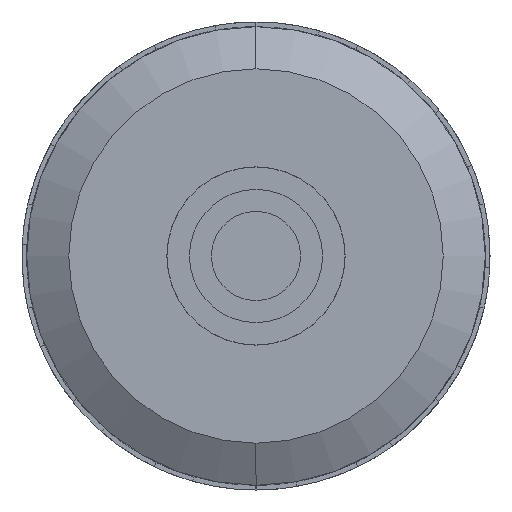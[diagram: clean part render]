
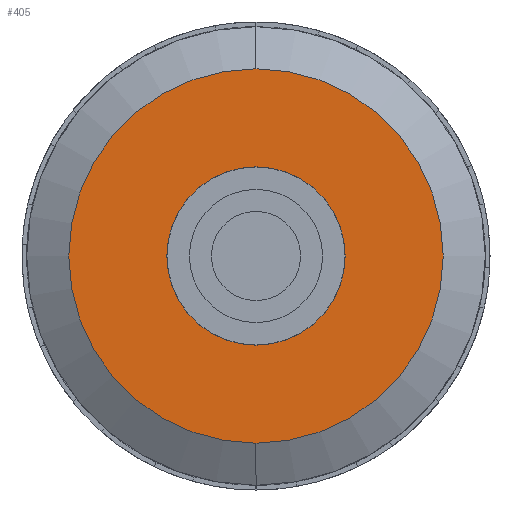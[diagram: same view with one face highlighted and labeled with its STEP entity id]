
A CAD part, left-side view. The second image highlights one B-rep face of the part: STEP entity #405.
In plain terms, the highlighted planar face has unit normal (-1, 0, 0).
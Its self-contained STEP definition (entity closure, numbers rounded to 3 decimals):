
#405=ADVANCED_FACE('',(#931,#932),#933,.T.);
#931=FACE_BOUND('',#1589,.T.);
#932=FACE_OUTER_BOUND('',#1590,.T.);
#933=PLANE('',#1591);
#1589=EDGE_LOOP('',(#2842,#2843));
#1590=EDGE_LOOP('',(#2844,#2845));
#1591=AXIS2_PLACEMENT_3D('',#2846,#2847,#2848);
#2842=ORIENTED_EDGE('',*,*,#4342,.F.);
#2843=ORIENTED_EDGE('',*,*,#4087,.F.);
#2844=ORIENTED_EDGE('',*,*,#4092,.T.);
#2845=ORIENTED_EDGE('',*,*,#4340,.T.);
#2846=CARTESIAN_POINT('',(-41.864,0.0,15.5));
#2847=DIRECTION('',(-1.0,0.0,0.0));
#2848=DIRECTION('',(0.0,-0.0,1.0));
#4087=EDGE_CURVE('',#4991,#4987,#4993,.T.);
#4092=EDGE_CURVE('',#4996,#5000,#5002,.T.);
#4340=EDGE_CURVE('',#5000,#4996,#5368,.T.);
#4342=EDGE_CURVE('',#4987,#4991,#5370,.T.);
#4987=VERTEX_POINT('',#6180);
#4991=VERTEX_POINT('',#6185);
#4993=CIRCLE('',#6188,10.0);
#4996=VERTEX_POINT('',#6191);
#5000=VERTEX_POINT('',#6196);
#5002=CIRCLE('',#6199,21.0);
#5368=CIRCLE('',#6683,21.0);
#5370=CIRCLE('',#6685,10.0);
#6180=CARTESIAN_POINT('',(-41.864,0.0,10.0));
#6185=CARTESIAN_POINT('',(-41.864,0.,-10.0));
#6188=AXIS2_PLACEMENT_3D('',#7557,#7558,#7559);
#6191=CARTESIAN_POINT('',(-41.864,0.0,21.0));
#6196=CARTESIAN_POINT('',(-41.864,0.,-21.0));
#6199=AXIS2_PLACEMENT_3D('',#7565,#7566,#7567);
#6683=AXIS2_PLACEMENT_3D('',#7878,#7879,#7880);
#6685=AXIS2_PLACEMENT_3D('',#7881,#7882,#7883);
#7557=CARTESIAN_POINT('',(-41.864,0.0,0.0));
#7558=DIRECTION('',(-1.0,0.0,0.0));
#7559=DIRECTION('',(0.0,-0.0,1.0));
#7565=CARTESIAN_POINT('',(-41.864,0.0,0.0));
#7566=DIRECTION('',(-1.0,0.0,0.0));
#7567=DIRECTION('',(0.0,-0.0,1.0));
#7878=CARTESIAN_POINT('',(-41.864,0.0,0.0));
#7879=DIRECTION('',(-1.0,0.0,0.0));
#7880=DIRECTION('',(0.0,-0.0,1.0));
#7881=CARTESIAN_POINT('',(-41.864,0.0,0.0));
#7882=DIRECTION('',(-1.0,0.0,0.0));
#7883=DIRECTION('',(0.0,-0.0,1.0));
